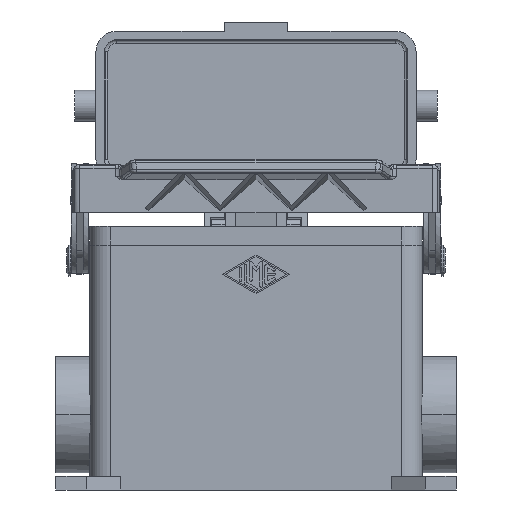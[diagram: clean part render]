
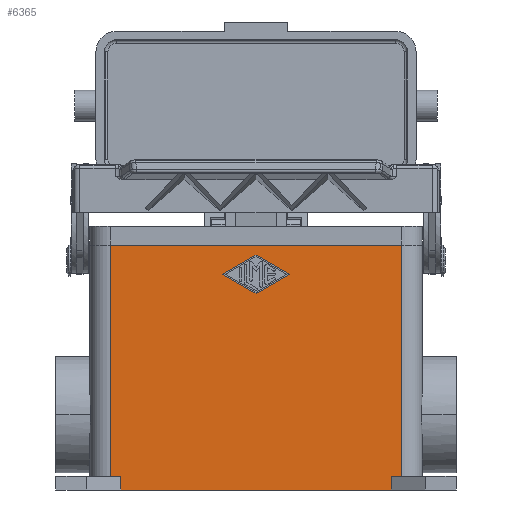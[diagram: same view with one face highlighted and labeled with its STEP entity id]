
A CAD part, front view. The second image highlights one B-rep face of the part: STEP entity #6365.
In plain terms, the highlighted planar face has unit normal (0, -1, 0).
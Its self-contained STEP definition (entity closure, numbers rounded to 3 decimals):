
#5523=CARTESIAN_POINT('',(-9.75,-21.75,15.));
#5524=VERTEX_POINT('',#5523);
#5531=CARTESIAN_POINT('',(0.,-21.75,9.375));
#5532=VERTEX_POINT('',#5531);
#5533=CARTESIAN_POINT('',(0.,-21.75,9.375));
#5534=DIRECTION('',(-0.866,0.0,0.5));
#5535=VECTOR('',#5534,11.256);
#5536=LINE('',#5533,#5535);
#5537=EDGE_CURVE('',#5532,#5524,#5536,.T.);
#5562=CARTESIAN_POINT('',(9.75,-21.75,15.));
#5563=VERTEX_POINT('',#5562);
#5564=CARTESIAN_POINT('',(9.75,-21.75,15.));
#5565=DIRECTION('',(-0.866,0.0,-0.5));
#5566=VECTOR('',#5565,11.256);
#5567=LINE('',#5564,#5566);
#5568=EDGE_CURVE('',#5563,#5532,#5567,.T.);
#5593=CARTESIAN_POINT('',(0.,-21.75,20.625));
#5594=VERTEX_POINT('',#5593);
#5595=CARTESIAN_POINT('',(0.,-21.75,20.625));
#5596=DIRECTION('',(0.866,0.0,-0.5));
#5597=VECTOR('',#5596,11.256);
#5598=LINE('',#5595,#5597);
#5599=EDGE_CURVE('',#5594,#5563,#5598,.T.);
#5622=CARTESIAN_POINT('',(-9.75,-21.75,15.));
#5623=DIRECTION('',(0.866,0.0,0.5));
#5624=VECTOR('',#5623,11.256);
#5625=LINE('',#5622,#5624);
#5626=EDGE_CURVE('',#5524,#5594,#5625,.T.);
#6288=CARTESIAN_POINT('',(39.5,-21.75,-48.0));
#6289=DIRECTION('',(0.0,-1.0,0.0));
#6290=DIRECTION('',(0.0,0.0,-1.0));
#6291=AXIS2_PLACEMENT_3D('',#6288,#6289,#6290);
#6292=PLANE('',#6291);
#6293=CARTESIAN_POINT('',(-39.5,-21.75,-48.0));
#6294=VERTEX_POINT('',#6293);
#6295=CARTESIAN_POINT('',(-39.5,-21.75,-44.));
#6296=VERTEX_POINT('',#6295);
#6297=CARTESIAN_POINT('',(-39.5,-21.75,-48.0));
#6298=DIRECTION('',(0.0,0.0,1.0));
#6299=VECTOR('',#6298,4.);
#6300=LINE('',#6297,#6299);
#6301=EDGE_CURVE('',#6294,#6296,#6300,.T.);
#6302=ORIENTED_EDGE('',*,*,#6301,.F.);
#6303=CARTESIAN_POINT('',(39.5,-21.75,-48.0));
#6304=VERTEX_POINT('',#6303);
#6305=CARTESIAN_POINT('',(39.5,-21.75,-48.0));
#6306=DIRECTION('',(-1.0,0.0,0.0));
#6307=VECTOR('',#6306,79.0);
#6308=LINE('',#6305,#6307);
#6309=EDGE_CURVE('',#6304,#6294,#6308,.T.);
#6310=ORIENTED_EDGE('',*,*,#6309,.F.);
#6311=CARTESIAN_POINT('',(39.5,-21.75,-44.));
#6312=VERTEX_POINT('',#6311);
#6313=CARTESIAN_POINT('',(39.5,-21.75,-48.0));
#6314=DIRECTION('',(0.0,0.0,1.0));
#6315=VECTOR('',#6314,4.);
#6316=LINE('',#6313,#6315);
#6317=EDGE_CURVE('',#6304,#6312,#6316,.T.);
#6318=ORIENTED_EDGE('',*,*,#6317,.T.);
#6319=CARTESIAN_POINT('',(42.5,-21.75,-44.));
#6320=VERTEX_POINT('',#6319);
#6321=CARTESIAN_POINT('',(42.5,-21.75,-44.));
#6322=DIRECTION('',(-1.0,0.0,0.0));
#6323=VECTOR('',#6322,3.0);
#6324=LINE('',#6321,#6323);
#6325=EDGE_CURVE('',#6320,#6312,#6324,.T.);
#6326=ORIENTED_EDGE('',*,*,#6325,.F.);
#6327=CARTESIAN_POINT('',(42.5,-21.75,23.5));
#6328=VERTEX_POINT('',#6327);
#6329=CARTESIAN_POINT('',(42.5,-21.75,-44.));
#6330=DIRECTION('',(0.0,0.0,1.0));
#6331=VECTOR('',#6330,67.5);
#6332=LINE('',#6329,#6331);
#6333=EDGE_CURVE('',#6320,#6328,#6332,.T.);
#6334=ORIENTED_EDGE('',*,*,#6333,.T.);
#6335=CARTESIAN_POINT('',(-42.5,-21.75,23.5));
#6336=VERTEX_POINT('',#6335);
#6337=CARTESIAN_POINT('',(42.5,-21.75,23.5));
#6338=DIRECTION('',(-1.0,0.0,0.0));
#6339=VECTOR('',#6338,85.0);
#6340=LINE('',#6337,#6339);
#6341=EDGE_CURVE('',#6328,#6336,#6340,.T.);
#6342=ORIENTED_EDGE('',*,*,#6341,.T.);
#6343=CARTESIAN_POINT('',(-42.5,-21.75,-44.));
#6344=VERTEX_POINT('',#6343);
#6345=CARTESIAN_POINT('',(-42.5,-21.75,-44.));
#6346=DIRECTION('',(0.0,0.0,1.0));
#6347=VECTOR('',#6346,67.5);
#6348=LINE('',#6345,#6347);
#6349=EDGE_CURVE('',#6344,#6336,#6348,.T.);
#6350=ORIENTED_EDGE('',*,*,#6349,.F.);
#6351=CARTESIAN_POINT('',(-39.5,-21.75,-44.));
#6352=DIRECTION('',(-1.0,0.0,0.0));
#6353=VECTOR('',#6352,3.0);
#6354=LINE('',#6351,#6353);
#6355=EDGE_CURVE('',#6296,#6344,#6354,.T.);
#6356=ORIENTED_EDGE('',*,*,#6355,.F.);
#6357=EDGE_LOOP('',(#6302,#6310,#6318,#6326,#6334,#6342,#6350,#6356));
#6358=FACE_OUTER_BOUND('',#6357,.T.);
#6359=ORIENTED_EDGE('',*,*,#5537,.T.);
#6360=ORIENTED_EDGE('',*,*,#5626,.T.);
#6361=ORIENTED_EDGE('',*,*,#5599,.T.);
#6362=ORIENTED_EDGE('',*,*,#5568,.T.);
#6363=EDGE_LOOP('',(#6359,#6360,#6361,#6362));
#6364=FACE_BOUND('',#6363,.T.);
#6365=ADVANCED_FACE('',(#6358,#6364),#6292,.T.);
